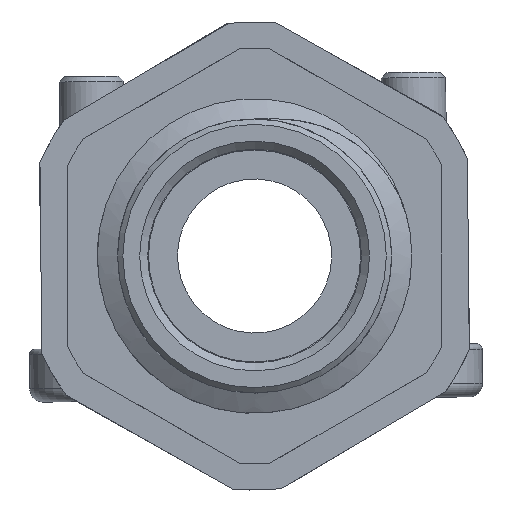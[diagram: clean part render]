
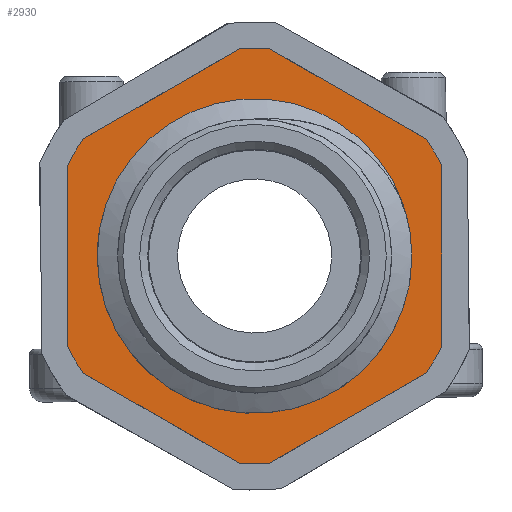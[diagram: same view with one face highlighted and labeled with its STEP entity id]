
A CAD part, left-side view. The second image highlights one B-rep face of the part: STEP entity #2930.
In plain terms, the highlighted planar face has unit normal (-1, 0, 0).
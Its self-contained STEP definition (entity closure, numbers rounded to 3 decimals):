
#180=FACE_BOUND('',#638,.T.);
#181=FACE_BOUND('',#639,.T.);
#318=PLANE('',#3186);
#638=EDGE_LOOP('',(#2374));
#639=EDGE_LOOP('',(#2375,#2376,#2377,#2378,#2379,#2380,#2381,#2382,#2383,
#2384,#2385,#2386));
#847=LINE('',#8490,#1042);
#850=LINE('',#8501,#1045);
#853=LINE('',#8512,#1048);
#856=LINE('',#8523,#1051);
#859=LINE('',#8534,#1054);
#862=LINE('',#8545,#1057);
#1042=VECTOR('',#3710,6.768);
#1045=VECTOR('',#3715,6.768);
#1048=VECTOR('',#3720,6.768);
#1051=VECTOR('',#3725,6.768);
#1054=VECTOR('',#3730,6.768);
#1057=VECTOR('',#3735,6.768);
#1187=CIRCLE('',#3156,5.129);
#1191=CIRCLE('',#3170,7.775);
#1192=CIRCLE('',#3172,7.775);
#1194=CIRCLE('',#3175,7.775);
#1197=CIRCLE('',#3179,7.775);
#1199=CIRCLE('',#3182,7.775);
#1200=CIRCLE('',#3184,7.775);
#1382=VERTEX_POINT('',#8478);
#1385=VERTEX_POINT('',#8488);
#1386=VERTEX_POINT('',#8489);
#1389=VERTEX_POINT('',#8499);
#1390=VERTEX_POINT('',#8500);
#1393=VERTEX_POINT('',#8510);
#1394=VERTEX_POINT('',#8511);
#1397=VERTEX_POINT('',#8521);
#1398=VERTEX_POINT('',#8522);
#1401=VERTEX_POINT('',#8532);
#1402=VERTEX_POINT('',#8533);
#1405=VERTEX_POINT('',#8543);
#1406=VERTEX_POINT('',#8544);
#1727=EDGE_CURVE('',#1382,#1382,#1187,.T.);
#1730=EDGE_CURVE('',#1385,#1386,#847,.T.);
#1734=EDGE_CURVE('',#1389,#1390,#850,.T.);
#1738=EDGE_CURVE('',#1393,#1394,#853,.T.);
#1742=EDGE_CURVE('',#1397,#1398,#856,.T.);
#1746=EDGE_CURVE('',#1401,#1402,#859,.T.);
#1750=EDGE_CURVE('',#1405,#1406,#862,.T.);
#1755=EDGE_CURVE('',#1405,#1398,#1191,.T.);
#1756=EDGE_CURVE('',#1397,#1402,#1192,.T.);
#1758=EDGE_CURVE('',#1393,#1406,#1194,.T.);
#1761=EDGE_CURVE('',#1401,#1390,#1197,.T.);
#1763=EDGE_CURVE('',#1389,#1386,#1199,.T.);
#1764=EDGE_CURVE('',#1385,#1394,#1200,.T.);
#2374=ORIENTED_EDGE('',*,*,#1727,.T.);
#2375=ORIENTED_EDGE('',*,*,#1730,.T.);
#2376=ORIENTED_EDGE('',*,*,#1763,.F.);
#2377=ORIENTED_EDGE('',*,*,#1734,.T.);
#2378=ORIENTED_EDGE('',*,*,#1761,.F.);
#2379=ORIENTED_EDGE('',*,*,#1746,.T.);
#2380=ORIENTED_EDGE('',*,*,#1756,.F.);
#2381=ORIENTED_EDGE('',*,*,#1742,.T.);
#2382=ORIENTED_EDGE('',*,*,#1755,.F.);
#2383=ORIENTED_EDGE('',*,*,#1750,.T.);
#2384=ORIENTED_EDGE('',*,*,#1758,.F.);
#2385=ORIENTED_EDGE('',*,*,#1738,.T.);
#2386=ORIENTED_EDGE('',*,*,#1764,.F.);
#2930=ADVANCED_FACE('',(#180,#181),#318,.T.);
#3156=AXIS2_PLACEMENT_3D('',#8479,#3696,#3697);
#3170=AXIS2_PLACEMENT_3D('',#8555,#3742,#3743);
#3172=AXIS2_PLACEMENT_3D('',#8557,#3746,#3747);
#3175=AXIS2_PLACEMENT_3D('',#8560,#3752,#3753);
#3179=AXIS2_PLACEMENT_3D('',#8564,#3760,#3761);
#3182=AXIS2_PLACEMENT_3D('',#8567,#3766,#3767);
#3184=AXIS2_PLACEMENT_3D('',#8569,#3770,#3771);
#3186=AXIS2_PLACEMENT_3D('',#8571,#3774,#3775);
#3696=DIRECTION('center_axis',(1.,0.,0.));
#3697=DIRECTION('ref_axis',(0.,0.,-1.));
#3710=DIRECTION('',(0.,0.,-1.));
#3715=DIRECTION('',(0.,-0.866,-0.5));
#3720=DIRECTION('',(0.,0.866,-0.5));
#3725=DIRECTION('',(0.,0.,1.));
#3730=DIRECTION('',(0.,-0.866,0.5));
#3735=DIRECTION('',(0.,0.866,0.5));
#3742=DIRECTION('center_axis',(1.,0.,0.));
#3743=DIRECTION('ref_axis',(0.,0.,-1.));
#3746=DIRECTION('center_axis',(1.,0.,0.));
#3747=DIRECTION('ref_axis',(0.,0.,-1.));
#3752=DIRECTION('center_axis',(1.,0.,0.));
#3753=DIRECTION('ref_axis',(0.,0.,-1.));
#3760=DIRECTION('center_axis',(1.,0.,0.));
#3761=DIRECTION('ref_axis',(0.,0.,-1.));
#3766=DIRECTION('center_axis',(1.,0.,0.));
#3767=DIRECTION('ref_axis',(0.,0.,-1.));
#3770=DIRECTION('center_axis',(1.,0.,0.));
#3771=DIRECTION('ref_axis',(0.,0.,-1.));
#3774=DIRECTION('center_axis',(-1.,0.,0.));
#3775=DIRECTION('ref_axis',(0.,0.,1.));
#8478=CARTESIAN_POINT('',(-10.,5.129,0.));
#8479=CARTESIAN_POINT('Origin',(-10.,0.,0.));
#8488=CARTESIAN_POINT('',(-10.,7.,3.384));
#8489=CARTESIAN_POINT('',(-10.,7.,-3.384));
#8490=CARTESIAN_POINT('',(-10.,7.,1.692));
#8499=CARTESIAN_POINT('',(-10.,6.431,-4.37));
#8500=CARTESIAN_POINT('',(-10.,0.569,-7.754));
#8501=CARTESIAN_POINT('',(-10.,7.881,-3.533));
#8510=CARTESIAN_POINT('',(-10.,0.569,7.754));
#8511=CARTESIAN_POINT('',(-10.,6.431,4.37));
#8512=CARTESIAN_POINT('',(-10.,4.95,5.225));
#8521=CARTESIAN_POINT('',(-10.,-7.,-3.384));
#8522=CARTESIAN_POINT('',(-10.,-7.,3.384));
#8523=CARTESIAN_POINT('',(-10.,-7.,-1.692));
#8532=CARTESIAN_POINT('',(-10.,-0.569,-7.754));
#8533=CARTESIAN_POINT('',(-10.,-6.431,-4.37));
#8534=CARTESIAN_POINT('',(-10.,0.881,-8.591));
#8543=CARTESIAN_POINT('',(-10.,-6.431,4.37));
#8544=CARTESIAN_POINT('',(-10.,-0.569,7.754));
#8545=CARTESIAN_POINT('',(-10.,-2.05,6.9));
#8555=CARTESIAN_POINT('Origin',(-10.,0.,0.));
#8557=CARTESIAN_POINT('Origin',(-10.,0.,0.));
#8560=CARTESIAN_POINT('Origin',(-10.,0.,0.));
#8564=CARTESIAN_POINT('Origin',(-10.,0.,0.));
#8567=CARTESIAN_POINT('Origin',(-10.,0.,0.));
#8569=CARTESIAN_POINT('Origin',(-10.,0.,0.));
#8571=CARTESIAN_POINT('Origin',(-10.,7.775,0.));
